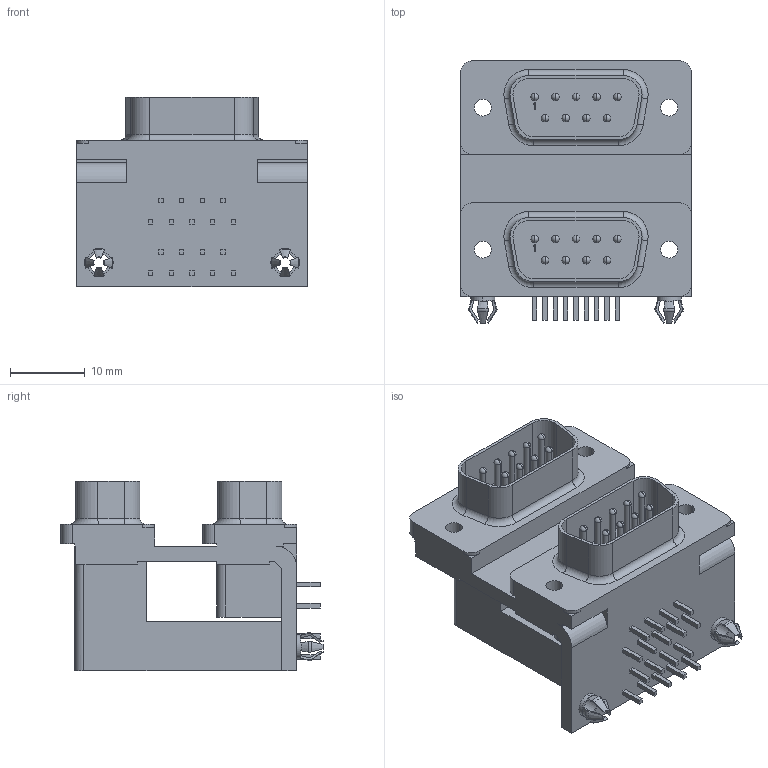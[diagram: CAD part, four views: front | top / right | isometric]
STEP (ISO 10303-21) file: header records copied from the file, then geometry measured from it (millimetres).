
FILE_DESCRIPTION((''),'2;1');
FILE_NAME('C-1734279-3','2011-07-20T',('workeradm'),(''),'PRO/ENGINEER BY PARAMETRIC TECHNOLOGY CORPORATION, 2010430','PRO/ENGINEER BY PARAMETRIC TECHNOLOGY CORPORATION, 2010430','');
FILE_SCHEMA(('AUTOMOTIVE_DESIGN { 1 0 10303 214 1 1 1 1 }'));
Length unit declared in the file: millimetre
Products named in the file (1): C-1734279-3
Bounding box: 30.95 x 35.15 x 25.45 mm (x, y, z)
Volume: 10860.7 mm3; surface area: 7172.5 mm2
Topology: 1 solids, 1 shells, 412 faces, 1112 edges, 706 vertices
Faces by surface type: plane 190, cylinder 90, torus 40, cone 40, sphere 36, bspline 16
Entity records: 13373 total; most frequent: CARTESIAN_POINT 3174, ORIENTED_EDGE 2152, DIRECTION 2014, EDGE_CURVE 1076, AXIS2_PLACEMENT_3D 718, VERTEX_POINT 706, VECTOR 578, LINE 578
